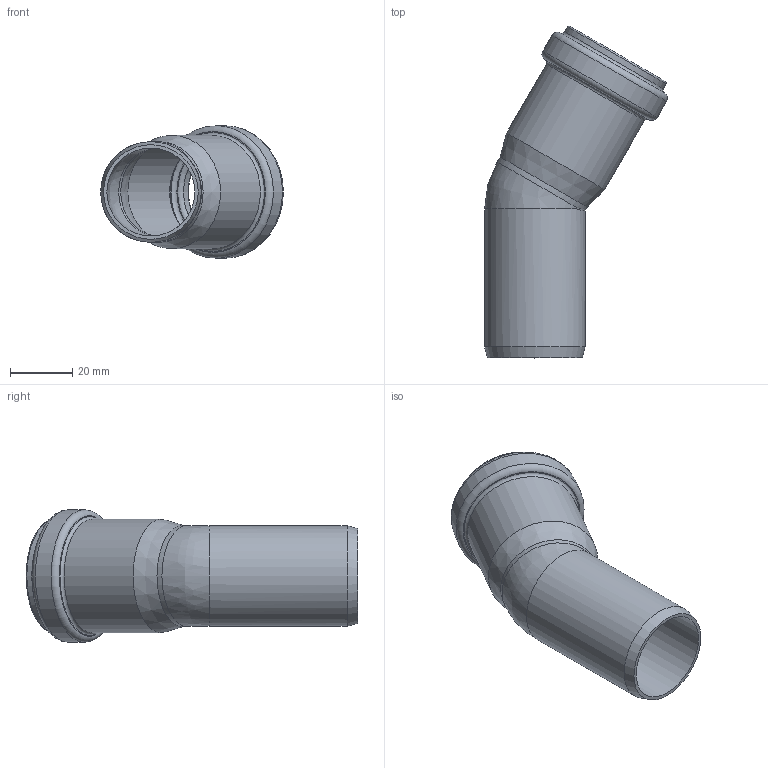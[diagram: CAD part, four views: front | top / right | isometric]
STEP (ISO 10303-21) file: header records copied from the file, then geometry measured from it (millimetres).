
FILE_DESCRIPTION(/* description */ (''),/* implementation_level */ '2;1');
FILE_NAME(/* name */ '559310 HTB DN_OD 32_30° weiß.stp',/* time_stamp */ '2018-01-12T10:10:19+01:00',/* author */ ('user1'),/* organization */ (''),/* preprocessor_version */ 'ST-DEVELOPER v16.1',/* originating_system */ 'Autodesk Inventor 2016',/* authorisation */ '');
FILE_SCHEMA (('AUTOMOTIVE_DESIGN { 1 0 10303 214 3 1 1 }'));
Length unit declared in the file: millimetre
Products named in the file (1): 559310 HTB DN_OD 32_30° weiß
Bounding box: 58.55 x 106.37 x 42.4 mm (x, y, z)
Volume: 21046.4 mm3; surface area: 22413.3 mm2
Topology: 1 solids, 1 shells, 34 faces, 69 edges, 36 vertices
Faces by surface type: cylinder 11, torus 10, cone 7, bspline 3, plane 3
Full cylindrical faces by diameter (mm): 28.2 x2, 32.2 x2, 32.7 x1, 33 x2, 36.3 x1, 36.6 x1, 38.8 x1, 42.4 x1
Entity records: 800 total; most frequent: CARTESIAN_POINT 193, DIRECTION 134, ORIENTED_EDGE 74, AXIS2_PLACEMENT_3D 67, EDGE_LOOP 65, EDGE_CURVE 37, FACE_OUTER_BOUND 34, VERTEX_POINT 34
